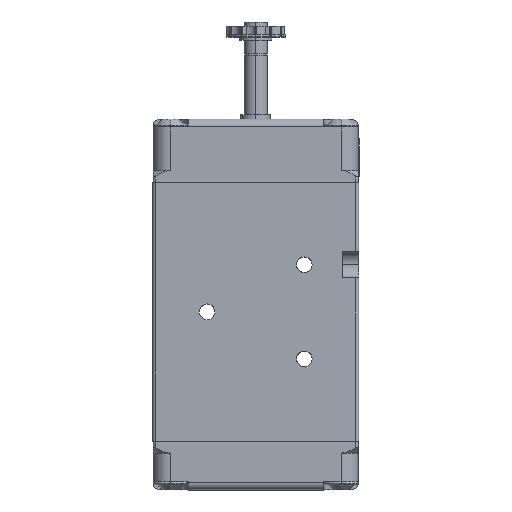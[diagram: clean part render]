
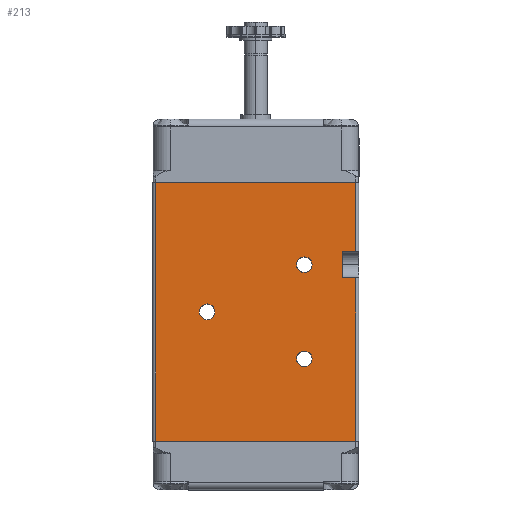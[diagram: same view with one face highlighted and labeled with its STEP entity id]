
A CAD part, top view. The second image highlights one B-rep face of the part: STEP entity #213.
In plain terms, the highlighted planar face has unit normal (0, 0, 1).
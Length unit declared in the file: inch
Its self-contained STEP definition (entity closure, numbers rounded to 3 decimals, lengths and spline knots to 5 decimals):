
#213 = ADVANCED_FACE ( 'NONE', ( #11412, #17524, #4287, #8987 ), #5891, .F. ) ;
#417 = CARTESIAN_POINT ( 'NONE',  ( 0., 0.64961, 1.5748 ) ) ;
#754 = EDGE_CURVE ( 'NONE', #10887, #6811, #14607, .T. ) ;
#844 = CARTESIAN_POINT ( 'NONE',  ( 0.64961, 1.75197, 1.5748 ) ) ;
#1022 = VECTOR ( 'NONE', #12146, 39.37008 ) ;
#1197 = VECTOR ( 'NONE', #15457, 39.37008 ) ;
#1412 = DIRECTION ( 'NONE',  ( 1., 0., 0. ) ) ;
#1661 = CARTESIAN_POINT ( 'NONE',  ( -0.75394, 2.38189, 1.5748 ) ) ;
#1741 = ORIENTED_EDGE ( 'NONE', *, *, #3713, .F. ) ;
#1829 = DIRECTION ( 'NONE',  ( -1., 0., 0. ) ) ;
#1928 = ORIENTED_EDGE ( 'NONE', *, *, #15473, .F. ) ;
#2121 = LINE ( 'NONE', #11356, #14386 ) ;
#2427 = EDGE_LOOP ( 'NONE', ( #3619, #10378, #12241, #8072, #9316, #17497, #18381, #17733 ) ) ;
#2561 = DIRECTION ( 'NONE',  ( 0., 0., 1. ) ) ;
#2581 = AXIS2_PLACEMENT_3D ( 'NONE', #12098, #7697, #8794 ) ;
#2671 = DIRECTION ( 'NONE',  ( -1., 0., 0. ) ) ;
#2725 = CARTESIAN_POINT ( 'NONE',  ( 1.16142, 2.83465, 1.5748 ) ) ;
#2912 = LINE ( 'NONE', #15149, #1022 ) ;
#3078 = DIRECTION ( 'NONE',  ( -1., 0., 0. ) ) ;
#3097 = EDGE_CURVE ( 'NONE', #8029, #4645, #7075, .T. ) ;
#3224 = CARTESIAN_POINT ( 'NONE',  ( 0., 2.83465, 1.5748 ) ) ;
#3227 = CIRCLE ( 'NONE', #10915, 0.10433 ) ;
#3599 = DIRECTION ( 'NONE',  ( -1., 0., 0. ) ) ;
#3619 = ORIENTED_EDGE ( 'NONE', *, *, #12067, .F. ) ;
#3686 = VERTEX_POINT ( 'NONE', #5384 ) ;
#3713 = EDGE_CURVE ( 'NONE', #11752, #7840, #7159, .T. ) ;
#3796 = DIRECTION ( 'NONE',  ( 0., 0., 1. ) ) ;
#4240 = AXIS2_PLACEMENT_3D ( 'NONE', #5012, #9838, #5321 ) ;
#4287 = FACE_BOUND ( 'NONE', #10390, .T. ) ;
#4366 = CARTESIAN_POINT ( 'NONE',  ( -0.64961, 2.38189, 1.5748 ) ) ;
#4463 = CARTESIAN_POINT ( 'NONE',  ( 1.33858, 0.64961, 1.5748 ) ) ;
#4645 = VERTEX_POINT ( 'NONE', #10827 ) ;
#4827 = ORIENTED_EDGE ( 'NONE', *, *, #12515, .F. ) ;
#4873 = AXIS2_PLACEMENT_3D ( 'NONE', #16656, #7757, #18469 ) ;
#5012 = CARTESIAN_POINT ( 'NONE',  ( 0.64961, 3.01181, 1.5748 ) ) ;
#5179 = CARTESIAN_POINT ( 'NONE',  ( 0.54528, 1.75197, 1.5748 ) ) ;
#5218 = VERTEX_POINT ( 'NONE', #10892 ) ;
#5321 = DIRECTION ( 'NONE',  ( -1., 0., 0. ) ) ;
#5384 = CARTESIAN_POINT ( 'NONE',  ( 0.75394, 3.01181, 1.5748 ) ) ;
#5671 = EDGE_CURVE ( 'NONE', #19633, #15916, #18691, .T. ) ;
#5832 = VECTOR ( 'NONE', #2671, 39.37008 ) ;
#5891 = PLANE ( 'NONE',  #2581 ) ;
#6430 = ORIENTED_EDGE ( 'NONE', *, *, #18123, .F. ) ;
#6728 = CARTESIAN_POINT ( 'NONE',  ( -0.64961, 2.38189, 1.5748 ) ) ;
#6811 = VERTEX_POINT ( 'NONE', #10723 ) ;
#7009 = CIRCLE ( 'NONE', #16279, 0.10433 ) ;
#7075 = LINE ( 'NONE', #8277, #9382 ) ;
#7159 = CIRCLE ( 'NONE', #11313, 0.10433 ) ;
#7293 = EDGE_LOOP ( 'NONE', ( #6430, #9893 ) ) ;
#7681 = AXIS2_PLACEMENT_3D ( 'NONE', #4366, #2561, #17995 ) ;
#7697 = DIRECTION ( 'NONE',  ( 0., 0., -1. ) ) ;
#7757 = DIRECTION ( 'NONE',  ( 0., 0., 1. ) ) ;
#7840 = VERTEX_POINT ( 'NONE', #5179 ) ;
#8029 = VERTEX_POINT ( 'NONE', #8584 ) ;
#8072 = ORIENTED_EDGE ( 'NONE', *, *, #754, .F. ) ;
#8277 = CARTESIAN_POINT ( 'NONE',  ( 0., 4.11417, 1.5748 ) ) ;
#8584 = CARTESIAN_POINT ( 'NONE',  ( -1.33858, 4.11417, 1.5748 ) ) ;
#8794 = DIRECTION ( 'NONE',  ( -1., 0., 0. ) ) ;
#8905 = DIRECTION ( 'NONE',  ( 0., 0., 1. ) ) ;
#8987 = FACE_BOUND ( 'NONE', #7293, .T. ) ;
#9077 = EDGE_CURVE ( 'NONE', #4645, #10887, #13390, .T. ) ;
#9316 = ORIENTED_EDGE ( 'NONE', *, *, #9077, .F. ) ;
#9382 = VECTOR ( 'NONE', #14375, 39.37008 ) ;
#9530 = VERTEX_POINT ( 'NONE', #2725 ) ;
#9838 = DIRECTION ( 'NONE',  ( 0., 0., 1. ) ) ;
#9893 = ORIENTED_EDGE ( 'NONE', *, *, #17272, .F. ) ;
#10114 = CARTESIAN_POINT ( 'NONE',  ( 0., 3.18898, 1.5748 ) ) ;
#10378 = ORIENTED_EDGE ( 'NONE', *, *, #17956, .F. ) ;
#10390 = EDGE_LOOP ( 'NONE', ( #16448, #1741 ) ) ;
#10723 = CARTESIAN_POINT ( 'NONE',  ( 1.16142, 3.18898, 1.5748 ) ) ;
#10827 = CARTESIAN_POINT ( 'NONE',  ( 1.33858, 4.11417, 1.5748 ) ) ;
#10887 = VERTEX_POINT ( 'NONE', #15037 ) ;
#10892 = CARTESIAN_POINT ( 'NONE',  ( -0.54528, 2.38189, 1.5748 ) ) ;
#10915 = AXIS2_PLACEMENT_3D ( 'NONE', #16908, #8905, #3078 ) ;
#10946 = CARTESIAN_POINT ( 'NONE',  ( 1.33858, 0.64961, 1.5748 ) ) ;
#10964 = CIRCLE ( 'NONE', #4873, 0.10433 ) ;
#11313 = AXIS2_PLACEMENT_3D ( 'NONE', #844, #11694, #11589 ) ;
#11356 = CARTESIAN_POINT ( 'NONE',  ( -1.33858, 0.64961, 1.5748 ) ) ;
#11412 = FACE_OUTER_BOUND ( 'NONE', #2427, .T. ) ;
#11589 = DIRECTION ( 'NONE',  ( -1., 0., 0. ) ) ;
#11644 = CARTESIAN_POINT ( 'NONE',  ( 1.33858, 2.83465, 1.5748 ) ) ;
#11694 = DIRECTION ( 'NONE',  ( 0., 0., 1. ) ) ;
#11752 = VERTEX_POINT ( 'NONE', #15005 ) ;
#11933 = VECTOR ( 'NONE', #1412, 39.37008 ) ;
#12067 = EDGE_CURVE ( 'NONE', #15140, #19633, #15553, .T. ) ;
#12098 = CARTESIAN_POINT ( 'NONE',  ( 0., 0.64961, 1.5748 ) ) ;
#12146 = DIRECTION ( 'NONE',  ( 0., -1., 0. ) ) ;
#12241 = ORIENTED_EDGE ( 'NONE', *, *, #19235, .F. ) ;
#12486 = LINE ( 'NONE', #3224, #11933 ) ;
#12515 = EDGE_CURVE ( 'NONE', #12827, #5218, #7009, .T. ) ;
#12827 = VERTEX_POINT ( 'NONE', #1661 ) ;
#13390 = LINE ( 'NONE', #4463, #14524 ) ;
#13885 = CARTESIAN_POINT ( 'NONE',  ( 0.54528, 3.01181, 1.5748 ) ) ;
#14375 = DIRECTION ( 'NONE',  ( 1., 0., 0. ) ) ;
#14386 = VECTOR ( 'NONE', #17261, 39.37008 ) ;
#14524 = VECTOR ( 'NONE', #19692, 39.37008 ) ;
#14607 = LINE ( 'NONE', #10114, #5832 ) ;
#14950 = EDGE_CURVE ( 'NONE', #15916, #8029, #2121, .T. ) ;
#15005 = CARTESIAN_POINT ( 'NONE',  ( 0.75394, 1.75197, 1.5748 ) ) ;
#15037 = CARTESIAN_POINT ( 'NONE',  ( 1.33858, 3.18898, 1.5748 ) ) ;
#15140 = VERTEX_POINT ( 'NONE', #11644 ) ;
#15149 = CARTESIAN_POINT ( 'NONE',  ( 1.16142, 0.64961, 1.5748 ) ) ;
#15457 = DIRECTION ( 'NONE',  ( 0., -1., 0. ) ) ;
#15473 = EDGE_CURVE ( 'NONE', #5218, #12827, #19844, .T. ) ;
#15553 = LINE ( 'NONE', #10946, #1197 ) ;
#15684 = VERTEX_POINT ( 'NONE', #13885 ) ;
#15849 = EDGE_LOOP ( 'NONE', ( #4827, #1928 ) ) ;
#15916 = VERTEX_POINT ( 'NONE', #16366 ) ;
#16279 = AXIS2_PLACEMENT_3D ( 'NONE', #6728, #3796, #3599 ) ;
#16366 = CARTESIAN_POINT ( 'NONE',  ( -1.33858, 0.64961, 1.5748 ) ) ;
#16448 = ORIENTED_EDGE ( 'NONE', *, *, #16693, .F. ) ;
#16656 = CARTESIAN_POINT ( 'NONE',  ( 0.64961, 3.01181, 1.5748 ) ) ;
#16693 = EDGE_CURVE ( 'NONE', #7840, #11752, #3227, .T. ) ;
#16908 = CARTESIAN_POINT ( 'NONE',  ( 0.64961, 1.75197, 1.5748 ) ) ;
#17261 = DIRECTION ( 'NONE',  ( 0., 1., 0. ) ) ;
#17272 = EDGE_CURVE ( 'NONE', #3686, #15684, #19579, .T. ) ;
#17326 = CARTESIAN_POINT ( 'NONE',  ( 1.33858, 0.64961, 1.5748 ) ) ;
#17497 = ORIENTED_EDGE ( 'NONE', *, *, #3097, .F. ) ;
#17524 = FACE_BOUND ( 'NONE', #15849, .T. ) ;
#17733 = ORIENTED_EDGE ( 'NONE', *, *, #5671, .F. ) ;
#17956 = EDGE_CURVE ( 'NONE', #9530, #15140, #12486, .T. ) ;
#17995 = DIRECTION ( 'NONE',  ( -1., 0., 0. ) ) ;
#18123 = EDGE_CURVE ( 'NONE', #15684, #3686, #10964, .T. ) ;
#18381 = ORIENTED_EDGE ( 'NONE', *, *, #14950, .F. ) ;
#18469 = DIRECTION ( 'NONE',  ( -1., 0., 0. ) ) ;
#18691 = LINE ( 'NONE', #417, #19693 ) ;
#19235 = EDGE_CURVE ( 'NONE', #6811, #9530, #2912, .T. ) ;
#19579 = CIRCLE ( 'NONE', #4240, 0.10433 ) ;
#19633 = VERTEX_POINT ( 'NONE', #17326 ) ;
#19692 = DIRECTION ( 'NONE',  ( 0., -1., 0. ) ) ;
#19693 = VECTOR ( 'NONE', #1829, 39.37008 ) ;
#19844 = CIRCLE ( 'NONE', #7681, 0.10433 ) ;
